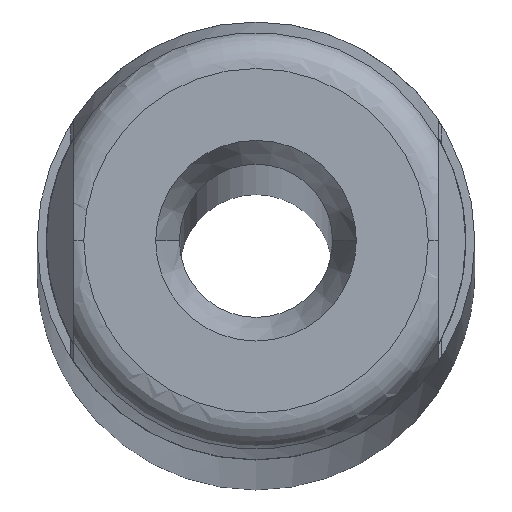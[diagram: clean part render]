
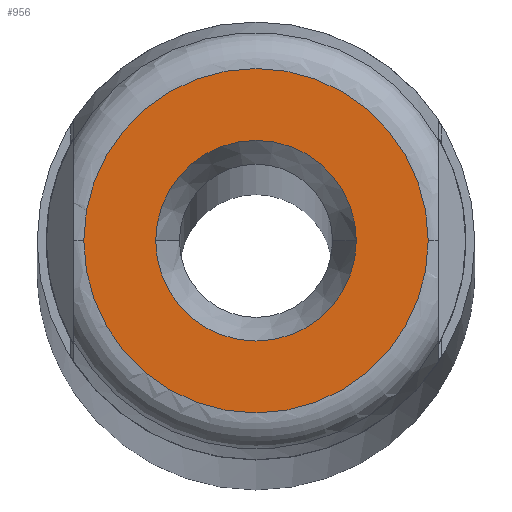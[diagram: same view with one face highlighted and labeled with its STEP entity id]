
A CAD part, top view. The second image highlights one B-rep face of the part: STEP entity #956.
In plain terms, the highlighted planar face has unit normal (0, 0, 1).
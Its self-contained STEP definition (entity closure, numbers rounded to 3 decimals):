
#4 = DIRECTION ( 'NONE',  ( 1., 0., 0. ) ) ;
#5 = DIRECTION ( 'NONE',  ( 0., 0., 1. ) ) ;
#6 = CARTESIAN_POINT ( 'NONE',  ( 0., 0., 0. ) ) ;
#7 = AXIS2_PLACEMENT_3D ( 'NONE', #6, #5, #4 ) ;
#8 = CIRCLE ( 'NONE', #7, 4.72 ) ;
#69 = CARTESIAN_POINT ( 'NONE',  ( -4.72, 0., 0. ) ) ;
#98 = DIRECTION ( 'NONE',  ( 1., 0., 0. ) ) ;
#99 = DIRECTION ( 'NONE',  ( 0., 0., 1. ) ) ;
#100 = CARTESIAN_POINT ( 'NONE',  ( 0., 0., 0. ) ) ;
#101 = AXIS2_PLACEMENT_3D ( 'NONE', #100, #99, #98 ) ;
#103 = CARTESIAN_POINT ( 'NONE',  ( 4.72, 0., 0. ) ) ;
#104 = CIRCLE ( 'NONE', #101, 4.72 ) ;
#175 = CARTESIAN_POINT ( 'NONE',  ( 2.75, 0., 0. ) ) ;
#176 = CARTESIAN_POINT ( 'NONE',  ( -2.75, 0., 0. ) ) ;
#194 = AXIS2_PLACEMENT_3D ( 'NONE', #223, #222, #221 ) ;
#196 = CIRCLE ( 'NONE', #194, 2.75 ) ;
#221 = DIRECTION ( 'NONE',  ( 1., 0., 0. ) ) ;
#222 = DIRECTION ( 'NONE',  ( 0., 0., 1. ) ) ;
#223 = CARTESIAN_POINT ( 'NONE',  ( 0., 0., 0. ) ) ;
#288 = AXIS2_PLACEMENT_3D ( 'NONE', #329, #328, #321 ) ;
#290 = FACE_BOUND ( 'NONE', #925, .T. ) ;
#292 = FACE_OUTER_BOUND ( 'NONE', #984, .T. ) ;
#303 = PLANE ( 'NONE',  #288 ) ;
#321 = DIRECTION ( 'NONE',  ( -1., 0., 0. ) ) ;
#328 = DIRECTION ( 'NONE',  ( 0., 0., -1. ) ) ;
#329 = CARTESIAN_POINT ( 'NONE',  ( 0., 0., 0. ) ) ;
#416 = AXIS2_PLACEMENT_3D ( 'NONE', #456, #446, #445 ) ;
#445 = DIRECTION ( 'NONE',  ( 1., 0., 0. ) ) ;
#446 = DIRECTION ( 'NONE',  ( 0., 0., 1. ) ) ;
#456 = CARTESIAN_POINT ( 'NONE',  ( 0., 0., 0. ) ) ;
#462 = CIRCLE ( 'NONE', #416, 2.75 ) ;
#847 = VERTEX_POINT ( 'NONE', #69 ) ;
#852 = EDGE_CURVE ( 'NONE', #854, #847, #104, .T. ) ;
#854 = VERTEX_POINT ( 'NONE', #103 ) ;
#900 = VERTEX_POINT ( 'NONE', #176 ) ;
#902 = VERTEX_POINT ( 'NONE', #175 ) ;
#910 = EDGE_CURVE ( 'NONE', #902, #900, #196, .T. ) ;
#918 = ORIENTED_EDGE ( 'NONE', *, *, #910, .F. ) ;
#924 = EDGE_CURVE ( 'NONE', #847, #854, #8, .T. ) ;
#925 = EDGE_LOOP ( 'NONE', ( #918, #985 ) ) ;
#956 = ADVANCED_FACE ( 'NONE', ( #290, #292 ), #303, .F. ) ;
#980 = ORIENTED_EDGE ( 'NONE', *, *, #924, .T. ) ;
#984 = EDGE_LOOP ( 'NONE', ( #987, #980 ) ) ;
#985 = ORIENTED_EDGE ( 'NONE', *, *, #1005, .F. ) ;
#987 = ORIENTED_EDGE ( 'NONE', *, *, #852, .T. ) ;
#1005 = EDGE_CURVE ( 'NONE', #900, #902, #462, .T. ) ;
